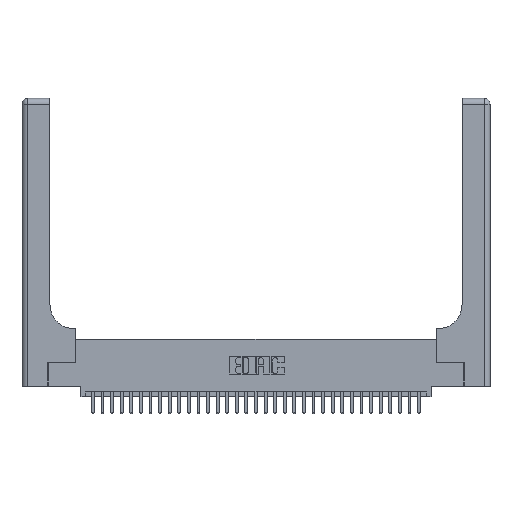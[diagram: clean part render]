
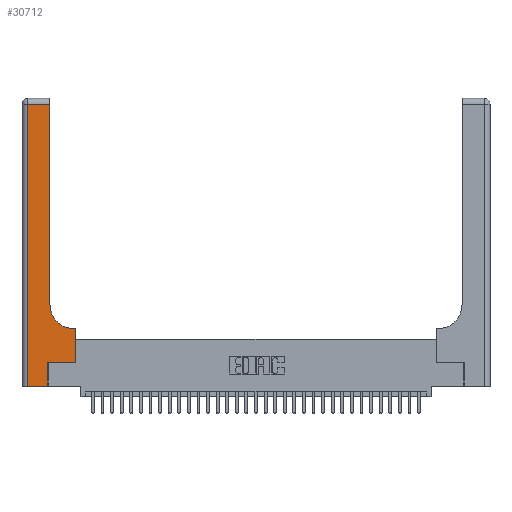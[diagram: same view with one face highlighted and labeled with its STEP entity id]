
A CAD part, top view. The second image highlights one B-rep face of the part: STEP entity #30712.
In plain terms, the highlighted planar face has unit normal (0, 0, 1).
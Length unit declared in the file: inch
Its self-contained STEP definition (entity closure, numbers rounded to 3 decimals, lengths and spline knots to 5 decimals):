
#169 = AXIS2_PLACEMENT_3D ( 'NONE', #26690, #11155, #29315 ) ;
#414 = VERTEX_POINT ( 'NONE', #3922 ) ;
#492 = CARTESIAN_POINT ( 'NONE',  ( 0.06, 2.94, 0.37 ) ) ;
#1027 = EDGE_CURVE ( 'NONE', #28271, #6166, #14955, .T. ) ;
#1680 = ORIENTED_EDGE ( 'NONE', *, *, #3752, .T. ) ;
#2479 = VERTEX_POINT ( 'NONE', #32423 ) ;
#3058 = CARTESIAN_POINT ( 'NONE',  ( 0.269, 0.25, 0.37 ) ) ;
#3227 = CARTESIAN_POINT ( 'NONE',  ( 0., 3., 0.37 ) ) ;
#3752 = EDGE_CURVE ( 'NONE', #3879, #27991, #15709, .T. ) ;
#3879 = VERTEX_POINT ( 'NONE', #4588 ) ;
#3922 = CARTESIAN_POINT ( 'NONE',  ( 0.2915, 0.85, 0.37 ) ) ;
#4127 = CARTESIAN_POINT ( 'NONE',  ( 0.2915, 0.6, 0.37 ) ) ;
#4547 = EDGE_CURVE ( 'NONE', #2479, #13448, #19669, .T. ) ;
#4588 = CARTESIAN_POINT ( 'NONE',  ( 0.5585, 0.6, 0.37 ) ) ;
#5413 = EDGE_CURVE ( 'NONE', #6166, #3879, #9066, .T. ) ;
#5465 = CARTESIAN_POINT ( 'NONE',  ( 0.06, 3., 0.37 ) ) ;
#5661 = CARTESIAN_POINT ( 'NONE',  ( 0., 0., 0.37 ) ) ;
#5683 = ORIENTED_EDGE ( 'NONE', *, *, #10107, .T. ) ;
#5856 = VECTOR ( 'NONE', #16148, 39.37008 ) ;
#5965 = ORIENTED_EDGE ( 'NONE', *, *, #17899, .T. ) ;
#6166 = VERTEX_POINT ( 'NONE', #9812 ) ;
#6675 = FACE_OUTER_BOUND ( 'NONE', #19632, .T. ) ;
#8003 = VERTEX_POINT ( 'NONE', #18780 ) ;
#8515 = DIRECTION ( 'NONE',  ( -1., 0., 0. ) ) ;
#8730 = ORIENTED_EDGE ( 'NONE', *, *, #1027, .T. ) ;
#9066 = LINE ( 'NONE', #22415, #28177 ) ;
#9687 = VECTOR ( 'NONE', #11868, 39.37008 ) ;
#9812 = CARTESIAN_POINT ( 'NONE',  ( 0.5585, 0.25, 0.37 ) ) ;
#10107 = EDGE_CURVE ( 'NONE', #29507, #2479, #22013, .T. ) ;
#10784 = EDGE_CURVE ( 'NONE', #27991, #414, #21551, .T. ) ;
#11155 = DIRECTION ( 'NONE',  ( 0., 0., -1. ) ) ;
#11868 = DIRECTION ( 'NONE',  ( 0., 1., 0. ) ) ;
#12021 = DIRECTION ( 'NONE',  ( -1., 0., 0. ) ) ;
#13448 = VERTEX_POINT ( 'NONE', #33561 ) ;
#14270 = CARTESIAN_POINT ( 'NONE',  ( 0.269, 0.25, 0.37 ) ) ;
#14764 = DIRECTION ( 'NONE',  ( 0., 1., 0. ) ) ;
#14955 = LINE ( 'NONE', #14270, #21829 ) ;
#15132 = VECTOR ( 'NONE', #15968, 39.37008 ) ;
#15709 = LINE ( 'NONE', #4127, #28703 ) ;
#15968 = DIRECTION ( 'NONE',  ( 0., -1., 0. ) ) ;
#16148 = DIRECTION ( 'NONE',  ( 1., 0., 0. ) ) ;
#16591 = DIRECTION ( 'NONE',  ( -1., 0., 0. ) ) ;
#16601 = LINE ( 'NONE', #30063, #9687 ) ;
#16755 = LINE ( 'NONE', #32239, #23629 ) ;
#17555 = ORIENTED_EDGE ( 'NONE', *, *, #4547, .T. ) ;
#17843 = EDGE_CURVE ( 'NONE', #8003, #29507, #16755, .T. ) ;
#17899 = EDGE_CURVE ( 'NONE', #13448, #28271, #28941, .T. ) ;
#18780 = CARTESIAN_POINT ( 'NONE',  ( 0.2915, 2.94, 0.37 ) ) ;
#19069 = ORIENTED_EDGE ( 'NONE', *, *, #10784, .T. ) ;
#19632 = EDGE_LOOP ( 'NONE', ( #28700, #28166, #5683, #17555, #5965, #8730, #20630, #1680, #19069 ) ) ;
#19669 = LINE ( 'NONE', #5661, #5856 ) ;
#20630 = ORIENTED_EDGE ( 'NONE', *, *, #5413, .T. ) ;
#21551 = CIRCLE ( 'NONE', #169, 0.25 ) ;
#21829 = VECTOR ( 'NONE', #29855, 39.37008 ) ;
#22007 = VECTOR ( 'NONE', #14764, 39.37008 ) ;
#22013 = LINE ( 'NONE', #5465, #15132 ) ;
#22415 = CARTESIAN_POINT ( 'NONE',  ( 0.5585, 0.25, 0.37 ) ) ;
#23342 = EDGE_CURVE ( 'NONE', #414, #8003, #16601, .T. ) ;
#23629 = VECTOR ( 'NONE', #16591, 39.37008 ) ;
#24039 = DIRECTION ( 'NONE',  ( 0., 0., -1. ) ) ;
#24374 = CARTESIAN_POINT ( 'NONE',  ( 0.269, 0., 0.37 ) ) ;
#24897 = AXIS2_PLACEMENT_3D ( 'NONE', #3227, #24039, #8515 ) ;
#26690 = CARTESIAN_POINT ( 'NONE',  ( 0.5415, 0.85, 0.37 ) ) ;
#27991 = VERTEX_POINT ( 'NONE', #33388 ) ;
#28166 = ORIENTED_EDGE ( 'NONE', *, *, #17843, .T. ) ;
#28177 = VECTOR ( 'NONE', #32915, 39.37008 ) ;
#28271 = VERTEX_POINT ( 'NONE', #3058 ) ;
#28700 = ORIENTED_EDGE ( 'NONE', *, *, #23342, .T. ) ;
#28703 = VECTOR ( 'NONE', #12021, 39.37008 ) ;
#28941 = LINE ( 'NONE', #24374, #22007 ) ;
#29315 = DIRECTION ( 'NONE',  ( 1., 0., 0. ) ) ;
#29507 = VERTEX_POINT ( 'NONE', #492 ) ;
#29855 = DIRECTION ( 'NONE',  ( 1., 0., 0. ) ) ;
#30063 = CARTESIAN_POINT ( 'NONE',  ( 0.2915, 3., 0.37 ) ) ;
#30712 = ADVANCED_FACE ( 'NONE', ( #6675 ), #31882, .F. ) ;
#31882 = PLANE ( 'NONE',  #24897 ) ;
#32239 = CARTESIAN_POINT ( 'NONE',  ( 0., 2.94, 0.37 ) ) ;
#32423 = CARTESIAN_POINT ( 'NONE',  ( 0.06, 0., 0.37 ) ) ;
#32915 = DIRECTION ( 'NONE',  ( 0., 1., 0. ) ) ;
#33388 = CARTESIAN_POINT ( 'NONE',  ( 0.5415, 0.6, 0.37 ) ) ;
#33561 = CARTESIAN_POINT ( 'NONE',  ( 0.269, 0., 0.37 ) ) ;
